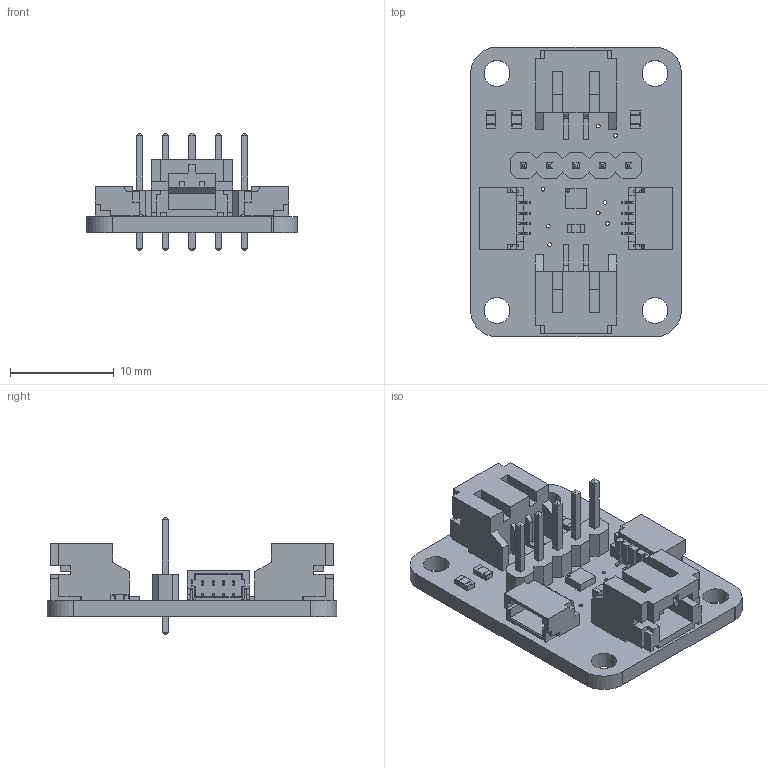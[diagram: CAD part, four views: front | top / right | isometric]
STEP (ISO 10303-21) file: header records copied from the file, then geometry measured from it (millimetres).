
FILE_DESCRIPTION(/* description */ (''),/* implementation_level */ '2;1');
FILE_NAME(/* name */ 'MAX17048 - Fuel Gauge v4.step',/* time_stamp */ '2022-07-27T15:53:22+02:00',/* author */ (''),/* organization */ (''),/* preprocessor_version */ 'ST-DEVELOPER v19',/* originating_system */ 'Autodesk Translation Framework v11.7.0.108',/* authorisation */ '');
FILE_SCHEMA (('AUTOMOTIVE_DESIGN { 1 0 10303 214 3 1 1 }'));
Length unit declared in the file: millimetre
Products named in the file (15): MAX17048 - Fuel Gauge; Board; Packages; LASKAKIT_HEART_3MM; LASKKIT_10MM_SILKSCREEN; C0603; USUP_4MM_SILKSCREEN; 1X04_1MM_RA; 1X05; S2B-PH-SM4; TDFN-8; Body; ThermalPin; PinsArrayLR; R0603
Assembly tree (19 placements, depth 4):
  MAX17048 - Fuel Gauge
    Board
    Packages
      LASKAKIT_HEART_3MM
      LASKKIT_10MM_SILKSCREEN
      C0603
      USUP_4MM_SILKSCREEN  x2
      1X04_1MM_RA  x2
      1X05
      S2B-PH-SM4  x2
      TDFN-8
        Body
        ThermalPin
        PinsArrayLR
      R0603  x3
Bounding box: 20.32 x 27.94 x 11.34 mm (x, y, z)
Volume: 1369.9 mm3; surface area: 2819.5 mm2
Topology: 32 solids, 32 shells, 1108 faces, 2923 edges, 1882 vertices
Faces by surface type: plane 870, cylinder 190, sphere 48
Full cylindrical faces by diameter (mm): 0.25 x1, 0.35 x8, 1.016 x5, 2.5 x4
Entity records: 20461 total; most frequent: CARTESIAN_POINT 3439, ORIENTED_EDGE 3354, DIRECTION 3225, EDGE_CURVE 1677, LINE 1481, VECTOR 1481, VERTEX_POINT 1086, AXIS2_PLACEMENT_3D 872
